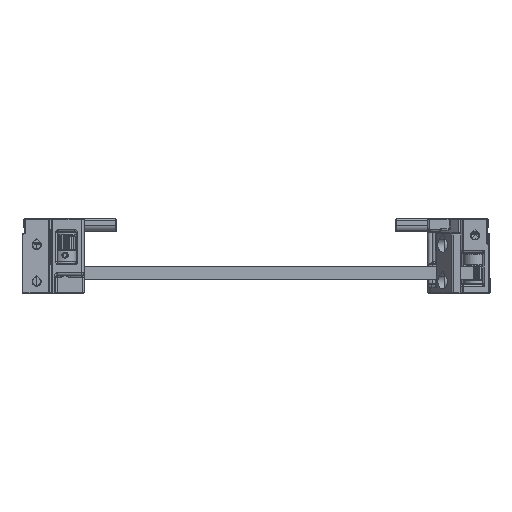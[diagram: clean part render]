
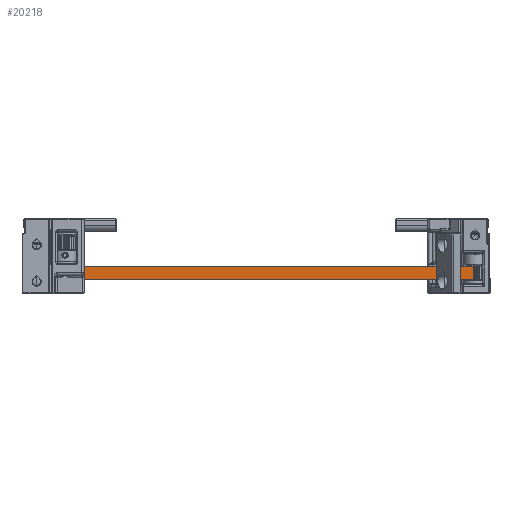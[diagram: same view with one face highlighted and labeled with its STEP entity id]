
A CAD part, left-side view. The second image highlights one B-rep face of the part: STEP entity #20218.
In plain terms, the highlighted face is planar.
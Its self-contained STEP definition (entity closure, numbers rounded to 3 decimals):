
#1309=PLANE('',#22549);
#2851=FACE_OUTER_BOUND('',#4141,.T.);
#4141=EDGE_LOOP('',(#18840,#18841,#18842,#18843));
#5810=LINE('',#40140,#7479);
#5811=LINE('',#40142,#7480);
#5812=LINE('',#40144,#7481);
#5813=LINE('',#40145,#7482);
#7479=VECTOR('',#28645,10.);
#7480=VECTOR('',#28646,10.);
#7481=VECTOR('',#28647,10.);
#7482=VECTOR('',#28648,10.);
#10212=VERTEX_POINT('',#40138);
#10213=VERTEX_POINT('',#40139);
#10214=VERTEX_POINT('',#40141);
#10215=VERTEX_POINT('',#40143);
#13092=EDGE_CURVE('',#10212,#10213,#5810,.T.);
#13093=EDGE_CURVE('',#10213,#10214,#5811,.T.);
#13094=EDGE_CURVE('',#10215,#10214,#5812,.T.);
#13095=EDGE_CURVE('',#10212,#10215,#5813,.T.);
#18840=ORIENTED_EDGE('',*,*,#13092,.T.);
#18841=ORIENTED_EDGE('',*,*,#13093,.T.);
#18842=ORIENTED_EDGE('',*,*,#13094,.F.);
#18843=ORIENTED_EDGE('',*,*,#13095,.F.);
#20218=ADVANCED_FACE('',(#2851),#1309,.T.);
#22549=AXIS2_PLACEMENT_3D('',#40137,#28643,#28644);
#28643=DIRECTION('center_axis',(1.,0.,0.));
#28644=DIRECTION('ref_axis',(0.,1.,0.));
#28645=DIRECTION('',(0.,1.,0.));
#28646=DIRECTION('',(0.,0.,1.));
#28647=DIRECTION('',(0.,1.,0.));
#28648=DIRECTION('',(0.,0.,1.));
#40137=CARTESIAN_POINT('Origin',(6.91,-280.5,0.));
#40138=CARTESIAN_POINT('',(6.91,-280.5,0.));
#40139=CARTESIAN_POINT('',(6.91,0.,0.));
#40140=CARTESIAN_POINT('',(6.91,-280.5,0.));
#40141=CARTESIAN_POINT('',(6.91,0.,9.));
#40142=CARTESIAN_POINT('',(6.91,0.,0.));
#40143=CARTESIAN_POINT('',(6.91,-280.5,9.));
#40144=CARTESIAN_POINT('',(6.91,-280.5,9.));
#40145=CARTESIAN_POINT('',(6.91,-280.5,0.));
